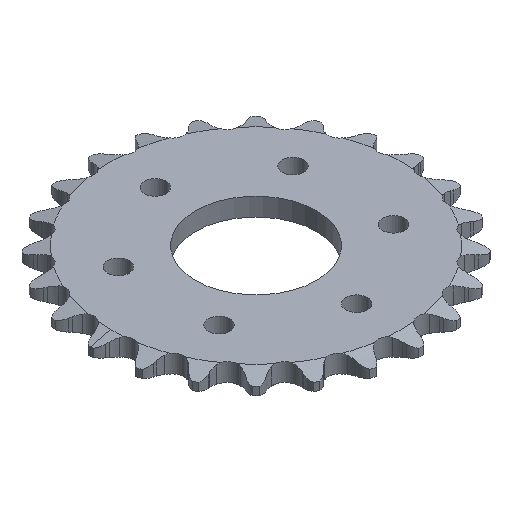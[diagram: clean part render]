
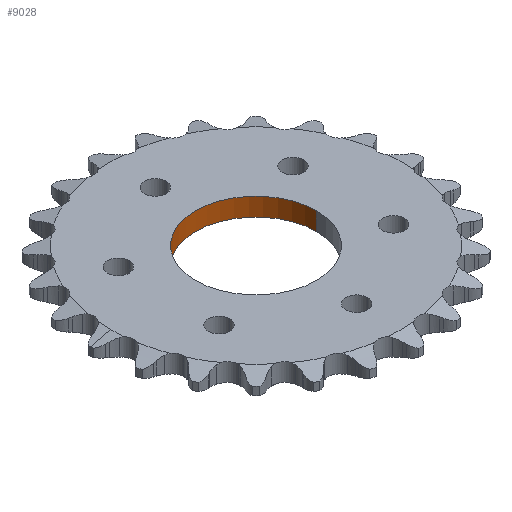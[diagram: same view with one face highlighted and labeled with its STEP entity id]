
A CAD part, isometric view. The second image highlights one B-rep face of the part: STEP entity #9028.
In plain terms, the highlighted cylindrical face has radius 14.287 mm (diameter 28.575 mm), a partial arc.
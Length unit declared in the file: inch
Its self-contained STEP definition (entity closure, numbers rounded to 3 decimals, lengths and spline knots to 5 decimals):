
#517 = CARTESIAN_POINT ( 'NONE',  ( -0.5625, 0., -0.084 ) ) ;
#876 = CARTESIAN_POINT ( 'NONE',  ( -0.5625, 0., 0.084 ) ) ;
#1072 = ORIENTED_EDGE ( 'NONE', *, *, #9056, .F. ) ;
#1179 = LINE ( 'NONE', #517, #2222 ) ;
#1322 = CARTESIAN_POINT ( 'NONE',  ( 0., 0., -0.084 ) ) ;
#1840 = CARTESIAN_POINT ( 'NONE',  ( 0.5625, 0., -0.084 ) ) ;
#1992 = VERTEX_POINT ( 'NONE', #876 ) ;
#2114 = AXIS2_PLACEMENT_3D ( 'NONE', #5069, #5134, #5197 ) ;
#2222 = VECTOR ( 'NONE', #5870, 39.37008 ) ;
#3309 = EDGE_LOOP ( 'NONE', ( #1072, #9301, #6097, #3979 ) ) ;
#3375 = DIRECTION ( 'NONE',  ( 0., 0., 1. ) ) ;
#3514 = CARTESIAN_POINT ( 'NONE',  ( 0., 0., -0.084 ) ) ;
#3669 = CARTESIAN_POINT ( 'NONE',  ( 0.5625, 0., -0.084 ) ) ;
#3979 = ORIENTED_EDGE ( 'NONE', *, *, #6232, .T. ) ;
#4180 = VECTOR ( 'NONE', #3375, 39.37008 ) ;
#4966 = DIRECTION ( 'NONE',  ( 1., 0., 0. ) ) ;
#5069 = CARTESIAN_POINT ( 'NONE',  ( 0., 0., 0.084 ) ) ;
#5134 = DIRECTION ( 'NONE',  ( 0., 0., 1. ) ) ;
#5181 = DIRECTION ( 'NONE',  ( 0., 0., 1. ) ) ;
#5197 = DIRECTION ( 'NONE',  ( 1., 0., 0. ) ) ;
#5463 = CYLINDRICAL_SURFACE ( 'NONE', #7208, 0.5625 ) ;
#5841 = CIRCLE ( 'NONE', #7841, 0.5625 ) ;
#5870 = DIRECTION ( 'NONE',  ( 0., 0., 1. ) ) ;
#6097 = ORIENTED_EDGE ( 'NONE', *, *, #7106, .T. ) ;
#6232 = EDGE_CURVE ( 'NONE', #9681, #1992, #7186, .T. ) ;
#6807 = VERTEX_POINT ( 'NONE', #9089 ) ;
#7106 = EDGE_CURVE ( 'NONE', #9079, #9681, #7516, .T. ) ;
#7186 = CIRCLE ( 'NONE', #2114, 0.5625 ) ;
#7200 = CARTESIAN_POINT ( 'NONE',  ( 0.5625, 0., 0.084 ) ) ;
#7208 = AXIS2_PLACEMENT_3D ( 'NONE', #3514, #9677, #4966 ) ;
#7258 = FACE_OUTER_BOUND ( 'NONE', #3309, .T. ) ;
#7516 = LINE ( 'NONE', #1840, #4180 ) ;
#7841 = AXIS2_PLACEMENT_3D ( 'NONE', #1322, #5181, #9010 ) ;
#9010 = DIRECTION ( 'NONE',  ( 1., 0., 0. ) ) ;
#9028 = ADVANCED_FACE ( 'NONE', ( #7258 ), #5463, .F. ) ;
#9056 = EDGE_CURVE ( 'NONE', #6807, #1992, #1179, .T. ) ;
#9079 = VERTEX_POINT ( 'NONE', #3669 ) ;
#9089 = CARTESIAN_POINT ( 'NONE',  ( -0.5625, 0., -0.084 ) ) ;
#9301 = ORIENTED_EDGE ( 'NONE', *, *, #9706, .F. ) ;
#9677 = DIRECTION ( 'NONE',  ( 0., 0., 1. ) ) ;
#9681 = VERTEX_POINT ( 'NONE', #7200 ) ;
#9706 = EDGE_CURVE ( 'NONE', #9079, #6807, #5841, .T. ) ;
